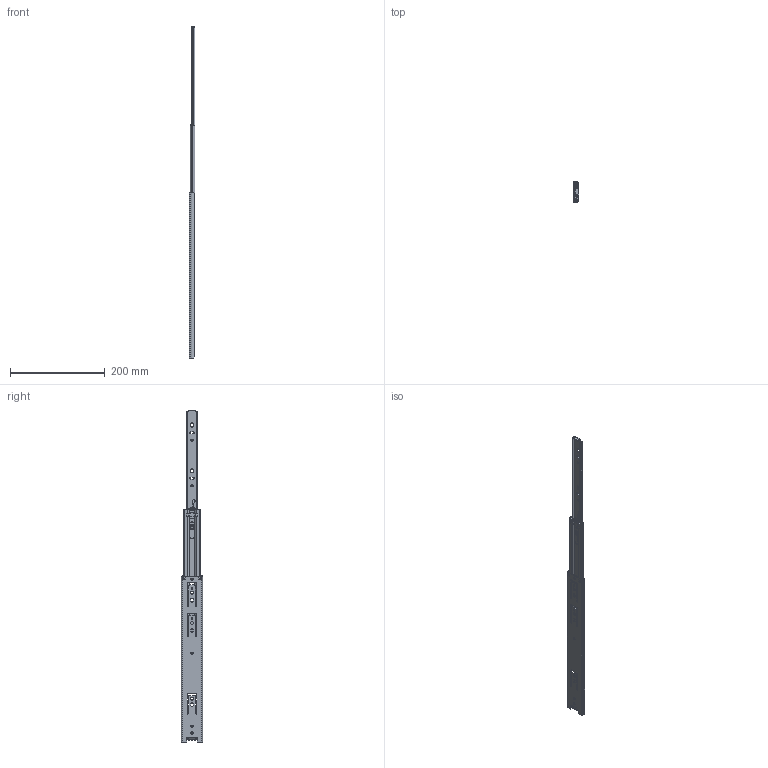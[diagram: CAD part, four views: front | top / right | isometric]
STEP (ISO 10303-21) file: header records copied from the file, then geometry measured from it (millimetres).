
FILE_DESCRIPTION (( 'STEP AP214' ), '1' );
FILE_NAME ('FR_5000_US.0350mm_0014inch_open.STEP', '2022-10-11T11:31:28', ( '' ), ( '' ), 'SwSTEP 2.0', 'SolidWorks 2020', '' );
FILE_SCHEMA (( 'AUTOMOTIVE_DESIGN' ));
Length unit declared in the file: millimetre
Products named in the file (11): 5000 DETENT; 5000.XXX-02.T000_NL  350; 5000 TRIGGER; 5000.XXX-01.T000_NL  350; 5000.XXX-03.T000_NL  350; 5000 MIDDLE STOP NEW; FR_5000_US.0350mm_0014inch_open; 5000 RIVET
Assembly tree (10 placements, depth 3):
  FR_5000_US.0350mm_0014inch_open
    5000.XXX-01.T000_NL  350
      5000.XXX-01.T000_NL  350
      5000 DETENT
    5000.XXX-02.T000_NL  350
      5000.XXX-02.T000_NL  350
      5000 MIDDLE STOP NEW
    5000.XXX-03.T000_NL  350
      5000.XXX-03.T000_NL  350
      5000 TRIGGER
      5000 RIVET
Bounding box: 12.3 x 45.7 x 700 mm (x, y, z)
Volume: 64272.7 mm3; surface area: 105258.6 mm2
Topology: 7 solids, 7 shells, 783 faces, 2006 edges, 1235 vertices
Faces by surface type: plane 407, cylinder 332, bspline 36, cone 6, torus 2
Entity records: 25211 total; most frequent: CARTESIAN_POINT 5641, DIRECTION 4085, ORIENTED_EDGE 4006, EDGE_CURVE 2003, AXIS2_PLACEMENT_3D 1437, VERTEX_POINT 1235, VECTOR 1211, LINE 1211
